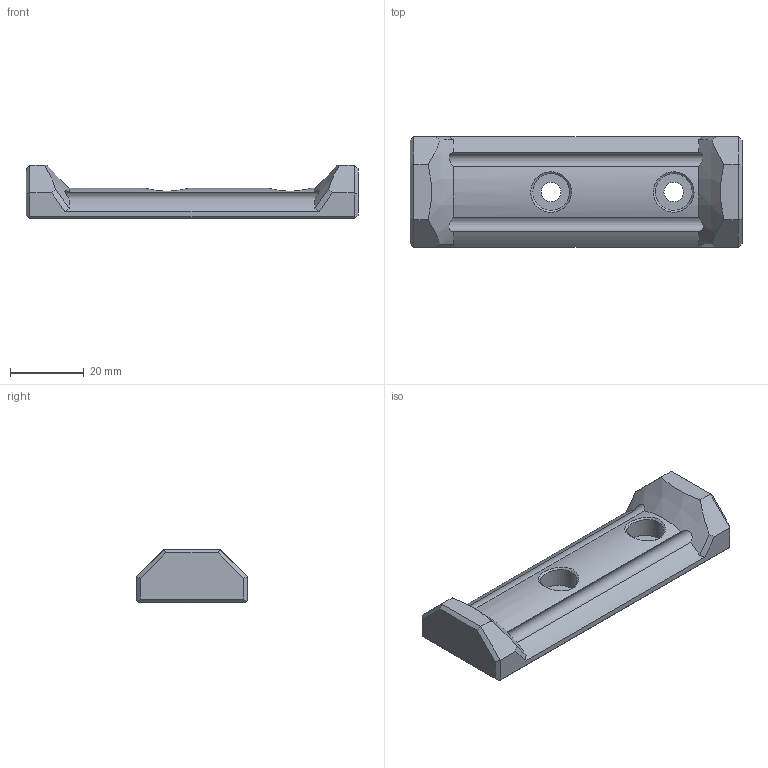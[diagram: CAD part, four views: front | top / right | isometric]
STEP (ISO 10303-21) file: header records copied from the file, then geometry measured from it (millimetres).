
FILE_DESCRIPTION(/* description */ ('STEP AP242','CAx-IF Rec.Pracs.---Representation and Presentation of Product Manufacturing Information (PMI)---4.0---2014-10-13','CAx-IF Rec.Pracs.---3D Tessellated Geometry---0.4---2014-09-14','2;1'),/* implementation_level */ '2;1');
FILE_NAME(/* name */ '61cdab474efef07ee6777ede',/* time_stamp */ '2021-12-30T12:51:20+00:00',/* author */ (''),/* organization */ (''),/* preprocessor_version */ 'ST-DEVELOPER v18.101',/* originating_system */ ' ',/* authorisation */ ' ');
FILE_SCHEMA (('AP242_MANAGED_MODEL_BASED_3D_ENGINEERING_MIM_LF { 1 0 10303 442 1 1 4 }'));
Length unit declared in the file: metre
Products named in the file (1): 3030 Spool Holder Mount
Bounding box: 90 x 30 x 14.5 mm (x, y, z)
Volume: 17264.4 mm3; surface area: 8399.5 mm2
Topology: 1 solids, 1 shells, 52 faces, 134 edges, 86 vertices
Faces by surface type: plane 33, cylinder 9, bspline 6, cone 4
Full cylindrical faces by diameter (mm): 4.3 x2, 5.3 x2, 10 x2
Entity records: 2198 total; most frequent: CARTESIAN_POINT 999, ORIENTED_EDGE 244, DIRECTION 216, EDGE_CURVE 122, VERTEX_POINT 84, AXIS2_PLACEMENT_3D 73, EDGE_LOOP 72, FACE_BOUND 72
